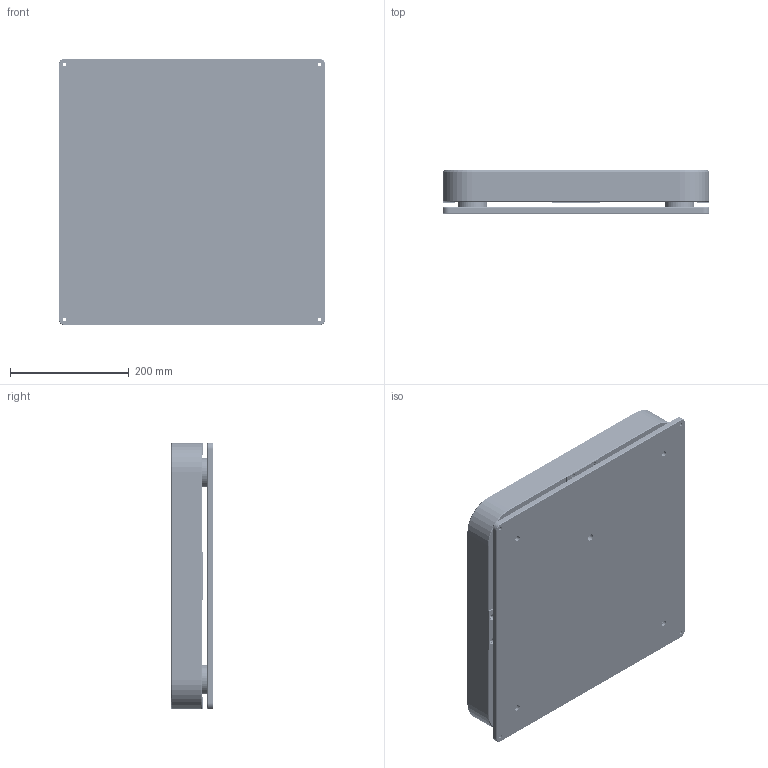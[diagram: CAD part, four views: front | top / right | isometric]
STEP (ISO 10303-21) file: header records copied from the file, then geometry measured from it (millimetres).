
FILE_DESCRIPTION (( 'STEP AP203' ), '1' );
FILE_NAME ('Force_Plate_V5.STEP', '2022-08-17T08:05:32', ( '' ), ( '' ), 'SwSTEP 2.0', 'SolidWorks 2020', '' );
FILE_SCHEMA (( 'CONFIG_CONTROL_DESIGN' ));
Length unit declared in the file: millimetre
Products named in the file (30): loadcel_montaj; yan baský gövdesi; yan baský sýnýrlayýcý; loadcel yatay montaj; taþlanmýþ plaka; yan baský yeni montaj; loadcel_baglantý plakasý; alt plaka; AynalamaLoadcell yatay ayak; Loadcell yatay ayak; Alt Týrnak; socket head cap screw_iso_ISO 4762 M5 x 16 - 16C; taþlanmýþ mil cap 10; yan baský ayar cývatasý; Taban Plakasý; Aynalamaloadcel yatay montaj; socket head cap screw_iso_ISO 4762 M5 x 20 - 20C; socket head cap screw_iso_ISO 4762 M3 x 5 - 5N; socket set screw flat point_iso_ISO 4026 - M5 x 6-C; Mini_Loadcell; yan baský plaka; AynalamaMini_Loadcell; socket countersunk head screw_iso_ISO 10642 - M5 x 10 - 10N; ayak; ISO 7046-1 - M3 x 6 - Z - 6C_ISO 7046-1 - M3 x 6 - Z - 6C; Force_Plate_V5; 黶t plaka
Assembly tree (99 placements, depth 3):
  Force_Plate_V5
    黶t plaka
    alt plaka
    loadcel_montaj  x4
      loadcel_baglantý plakasý
      Mini_Loadcell
      socket head cap screw_iso_ISO 4762 M3 x 5 - 5N
    loadcel yatay montaj  x4
      Loadcell yatay ayak
      Mini_Loadcell
    yan baský yeni montaj  x5
      yan baský gövdesi
      yan baský plaka
      yan baský sýnýrlayýcý
      taþlanmýþ mil cap 10
      yan baský ayar cývatasý
      ISO 7046-1 - M3 x 6 - Z - 6C_ISO 7046-1 - M3 x 6 - Z - 6C
    Aynalamaloadcel yatay montaj  x4
      AynalamaLoadcell yatay ayak
      AynalamaMini_Loadcell
    taþlanmýþ plaka  x4
    yan baský yeni montaj
      yan baský gövdesi
      yan baský plaka
      yan baský sýnýrlayýcý
      taþlanmýþ mil cap 10  x2
      yan baský ayar cývatasý
      ISO 7046-1 - M3 x 6 - Z - 6C_ISO 7046-1 - M3 x 6 - Z - 6C  x2
    yan baský yeni montaj
      yan baský gövdesi
      yan baský plaka
      yan baský sýnýrlayýcý
      taþlanmýþ mil cap 10  x2
      yan baský ayar cývatasý
      ISO 7046-1 - M3 x 6 - Z - 6C_ISO 7046-1 - M3 x 6 - Z - 6C  x2
    yan baský yeni montaj
      yan baský gövdesi
      yan baský plaka
      yan baský sýnýrlayýcý
      taþlanmýþ mil cap 10  x2
      yan baský ayar cývatasý
      ISO 7046-1 - M3 x 6 - Z - 6C_ISO 7046-1 - M3 x 6 - Z - 6C  x2
    Alt Týrnak  x4
    ayak  x4
    socket head cap screw_iso_ISO 4762 M5 x 20 - 20C  x11
    socket head cap screw_iso_ISO 4762 M5 x 16 - 16C  x8
    socket set screw flat point_iso_ISO 4026 - M5 x 6-C  x2
    socket countersunk head screw_iso_ISO 10642 - M5 x 10 - 10N  x2
    Taban Plakasý
Bounding box: 450 x 72 x 450 mm (x, y, z)
Volume: 9098237.5 mm3; surface area: 1614324.9 mm2
Topology: 138 solids, 138 shells, 4278 faces, 10086 edges, 6053 vertices
Faces by surface type: plane 1986, cylinder 1320, cone 752, torus 208, sphere 12
Entity records: 36706 total; most frequent: DIRECTION 5947, CARTESIAN_POINT 5462, ORIENTED_EDGE 5032, EDGE_CURVE 2516, AXIS2_PLACEMENT_3D 2286, VERTEX_POINT 1597, VECTOR 1375, LINE 1375
